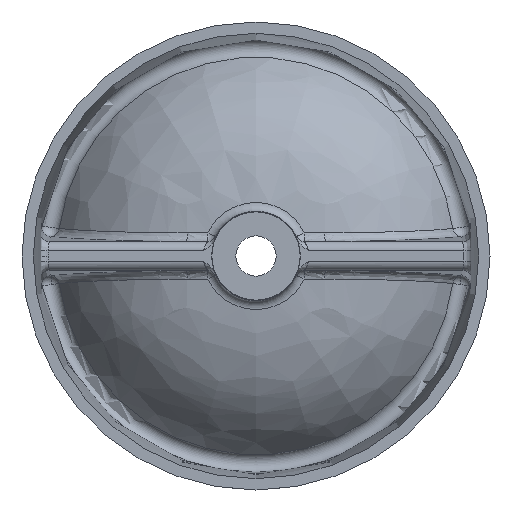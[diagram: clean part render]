
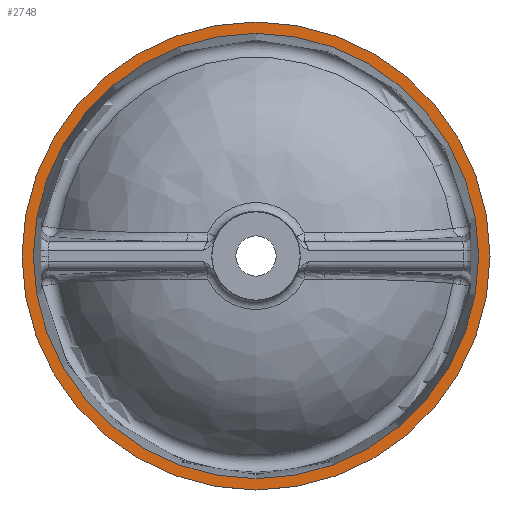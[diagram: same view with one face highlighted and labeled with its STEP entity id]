
A CAD part, front view. The second image highlights one B-rep face of the part: STEP entity #2748.
In plain terms, the highlighted planar face has unit normal (0, -1, 0).
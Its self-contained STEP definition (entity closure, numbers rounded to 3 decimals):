
#35 = ORIENTED_EDGE ( 'NONE', *, *, #1808, .T. ) ;
#119 = DIRECTION ( 'NONE',  ( 0., 0., 1. ) ) ;
#232 = DIRECTION ( 'NONE',  ( 0., -1., 0. ) ) ;
#305 = EDGE_LOOP ( 'NONE', ( #2267, #1762 ) ) ;
#328 = AXIS2_PLACEMENT_3D ( 'NONE', #696, #1957, #3184 ) ;
#450 = AXIS2_PLACEMENT_3D ( 'NONE', #3790, #657, #119 ) ;
#464 = VERTEX_POINT ( 'NONE', #1889 ) ;
#624 = ORIENTED_EDGE ( 'NONE', *, *, #3687, .T. ) ;
#657 = DIRECTION ( 'NONE',  ( 0., -1., 0. ) ) ;
#696 = CARTESIAN_POINT ( 'NONE',  ( 0., -880., 0. ) ) ;
#715 = VERTEX_POINT ( 'NONE', #3395 ) ;
#800 = DIRECTION ( 'NONE',  ( 0., 0., 1. ) ) ;
#994 = PLANE ( 'NONE',  #328 ) ;
#1125 = CARTESIAN_POINT ( 'NONE',  ( 0., -880., 0. ) ) ;
#1598 = CARTESIAN_POINT ( 'NONE',  ( 0., -880., 239.326 ) ) ;
#1689 = DIRECTION ( 'NONE',  ( 0., 0., 1. ) ) ;
#1762 = ORIENTED_EDGE ( 'NONE', *, *, #3775, .F. ) ;
#1808 = EDGE_CURVE ( 'NONE', #715, #2138, #3796, .T. ) ;
#1835 = CIRCLE ( 'NONE', #3929, 239.326 ) ;
#1889 = CARTESIAN_POINT ( 'NONE',  ( 0., -880., -239.326 ) ) ;
#1956 = EDGE_CURVE ( 'NONE', #464, #2083, #3490, .T. ) ;
#1957 = DIRECTION ( 'NONE',  ( 0., 1., 0. ) ) ;
#1958 = CARTESIAN_POINT ( 'NONE',  ( 0., -880., 0. ) ) ;
#2083 = VERTEX_POINT ( 'NONE', #1598 ) ;
#2138 = VERTEX_POINT ( 'NONE', #3745 ) ;
#2267 = ORIENTED_EDGE ( 'NONE', *, *, #1956, .F. ) ;
#2306 = DIRECTION ( 'NONE',  ( 0., -1., 0. ) ) ;
#2556 = FACE_BOUND ( 'NONE', #305, .T. ) ;
#2748 = ADVANCED_FACE ( 'NONE', ( #3780, #2556 ), #994, .F. ) ;
#3057 = AXIS2_PLACEMENT_3D ( 'NONE', #1958, #3541, #3501 ) ;
#3164 = EDGE_LOOP ( 'NONE', ( #35, #624 ) ) ;
#3184 = DIRECTION ( 'NONE',  ( 0., 0., 1. ) ) ;
#3339 = CARTESIAN_POINT ( 'NONE',  ( 0., -880., 0. ) ) ;
#3370 = AXIS2_PLACEMENT_3D ( 'NONE', #1125, #2306, #1689 ) ;
#3395 = CARTESIAN_POINT ( 'NONE',  ( 0., -880., 251.536 ) ) ;
#3490 = CIRCLE ( 'NONE', #450, 239.326 ) ;
#3501 = DIRECTION ( 'NONE',  ( 0., 0., 1. ) ) ;
#3541 = DIRECTION ( 'NONE',  ( 0., -1., 0. ) ) ;
#3565 = CIRCLE ( 'NONE', #3057, 251.536 ) ;
#3687 = EDGE_CURVE ( 'NONE', #2138, #715, #3565, .T. ) ;
#3745 = CARTESIAN_POINT ( 'NONE',  ( 0., -880., -251.536 ) ) ;
#3775 = EDGE_CURVE ( 'NONE', #2083, #464, #1835, .T. ) ;
#3780 = FACE_OUTER_BOUND ( 'NONE', #3164, .T. ) ;
#3790 = CARTESIAN_POINT ( 'NONE',  ( 0., -880., 0. ) ) ;
#3796 = CIRCLE ( 'NONE', #3370, 251.536 ) ;
#3929 = AXIS2_PLACEMENT_3D ( 'NONE', #3339, #232, #800 ) ;
